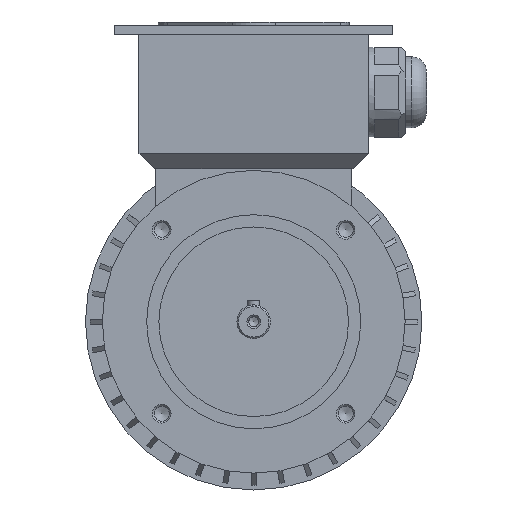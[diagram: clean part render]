
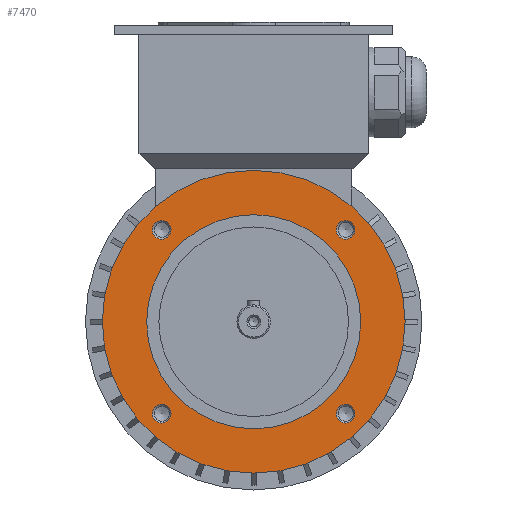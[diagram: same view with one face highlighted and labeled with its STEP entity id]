
A CAD part, front view. The second image highlights one B-rep face of the part: STEP entity #7470.
In plain terms, the highlighted planar face has unit normal (0, -1, 0).
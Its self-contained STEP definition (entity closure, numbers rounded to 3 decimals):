
#234=CIRCLE('',#7722,3.059);
#238=CIRCLE('',#7730,3.059);
#242=CIRCLE('',#7738,3.059);
#324=CIRCLE('',#7905,49.5);
#326=CIRCLE('',#7908,3.059);
#327=CIRCLE('',#7909,35.);
#863=ORIENTED_EDGE('',*,*,#2078,.T.);
#864=ORIENTED_EDGE('',*,*,#2082,.T.);
#865=ORIENTED_EDGE('',*,*,#2086,.T.);
#866=ORIENTED_EDGE('',*,*,#2382,.T.);
#867=ORIENTED_EDGE('',*,*,#2383,.T.);
#868=ORIENTED_EDGE('',*,*,#2380,.F.);
#2078=EDGE_CURVE('',#2874,#2874,#234,.T.);
#2082=EDGE_CURVE('',#2879,#2879,#238,.T.);
#2086=EDGE_CURVE('',#2884,#2884,#242,.T.);
#2380=EDGE_CURVE('',#3125,#3125,#324,.T.);
#2382=EDGE_CURVE('',#3127,#3127,#326,.T.);
#2383=EDGE_CURVE('',#3128,#3128,#327,.T.);
#2874=VERTEX_POINT('',#9936);
#2879=VERTEX_POINT('',#9949);
#2884=VERTEX_POINT('',#9962);
#3125=VERTEX_POINT('',#10564);
#3127=VERTEX_POINT('',#10569);
#3128=VERTEX_POINT('',#10571);
#4424=EDGE_LOOP('',(#863));
#4425=EDGE_LOOP('',(#864));
#4426=EDGE_LOOP('',(#865));
#4427=EDGE_LOOP('',(#866));
#4428=EDGE_LOOP('',(#867));
#4429=EDGE_LOOP('',(#868));
#4780=FACE_BOUND('',#4424,.T.);
#4781=FACE_BOUND('',#4425,.T.);
#4782=FACE_BOUND('',#4426,.T.);
#4783=FACE_BOUND('',#4427,.T.);
#4784=FACE_BOUND('',#4428,.T.);
#4785=FACE_BOUND('',#4429,.T.);
#5104=PLANE('',#7907);
#7470=ADVANCED_FACE('',(#4780,#4781,#4782,#4783,#4784,#4785),#5104,.F.);
#7722=AXIS2_PLACEMENT_3D('',#9935,#8319,#8320);
#7730=AXIS2_PLACEMENT_3D('',#9948,#8335,#8336);
#7738=AXIS2_PLACEMENT_3D('',#9961,#8351,#8352);
#7905=AXIS2_PLACEMENT_3D('',#10563,#8871,#8872);
#7907=AXIS2_PLACEMENT_3D('',#10567,#8875,#8876);
#7908=AXIS2_PLACEMENT_3D('',#10568,#8877,#8878);
#7909=AXIS2_PLACEMENT_3D('',#10570,#8879,#8880);
#8319=DIRECTION('',(0.,1.,0.));
#8320=DIRECTION('',(0.,0.,1.));
#8335=DIRECTION('',(0.,1.,0.));
#8336=DIRECTION('',(-1.,0.,0.));
#8351=DIRECTION('',(0.,1.,0.));
#8352=DIRECTION('',(0.,0.,-1.));
#8871=DIRECTION('',(0.,1.,0.));
#8872=DIRECTION('',(1.,0.,0.));
#8875=DIRECTION('',(0.,1.,0.));
#8876=DIRECTION('',(0.,0.,1.));
#8877=DIRECTION('',(0.,1.,0.));
#8878=DIRECTION('',(1.,0.,0.));
#8879=DIRECTION('',(0.,1.,0.));
#8880=DIRECTION('',(1.,0.,0.));
#9935=CARTESIAN_POINT('',(-30.052,-21.,-30.052));
#9936=CARTESIAN_POINT('',(-30.052,-21.,-26.994));
#9948=CARTESIAN_POINT('',(30.052,-21.,-30.052));
#9949=CARTESIAN_POINT('',(26.994,-21.,-30.052));
#9961=CARTESIAN_POINT('',(30.052,-21.,30.052));
#9962=CARTESIAN_POINT('',(30.052,-21.,26.994));
#10563=CARTESIAN_POINT('',(0.,-21.,0.));
#10564=CARTESIAN_POINT('',(49.5,-21.,0.));
#10567=CARTESIAN_POINT('',(0.,-21.,0.));
#10568=CARTESIAN_POINT('',(-30.052,-21.,30.052));
#10569=CARTESIAN_POINT('',(-26.994,-21.,30.052));
#10570=CARTESIAN_POINT('',(0.,-21.,0.));
#10571=CARTESIAN_POINT('',(35.,-21.,0.));
